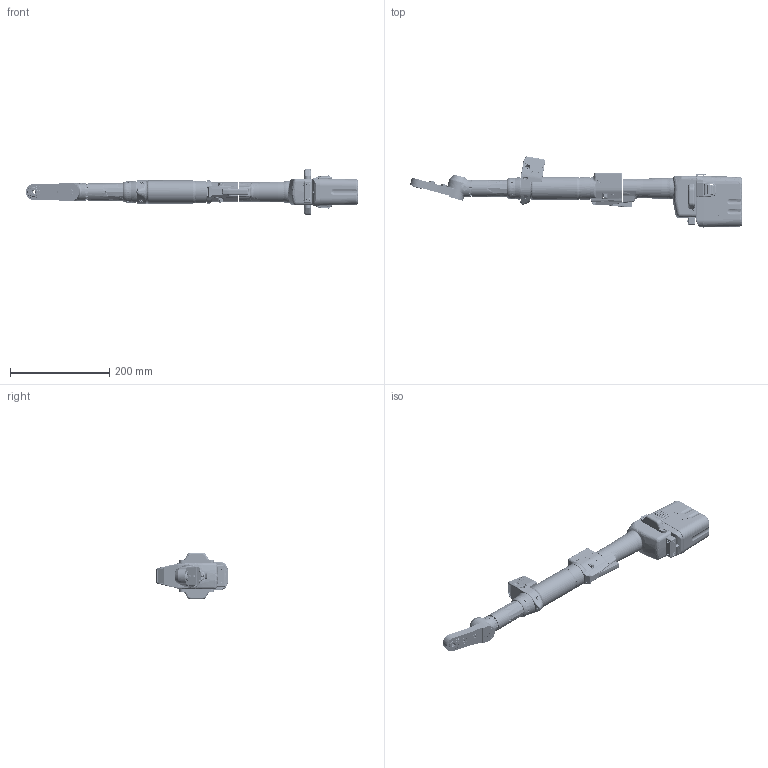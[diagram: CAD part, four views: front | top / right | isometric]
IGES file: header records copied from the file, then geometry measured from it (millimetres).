
Start section:  PTC IGES file: 47bcysb30c1.igs
Global section: file name: 47bcysb30c1.igs; native system: Pro/ENGINEER by Parametric Technology Corporation; preprocessor: 2010140; author: k62ak; organization: Unknown; date: 20140910.074022; units: millimetre
Bounding box: 667.71 x 143.2 x 93.5 mm (x, y, z)
Volume: 490623.9 mm3; surface area: 354752.3 mm2
Topology: 9 solids, 11 shells, 12727 faces, 35501 edges, 23188 vertices
Faces by surface type: bspline 10157, revolution 2516, extrusion 54
